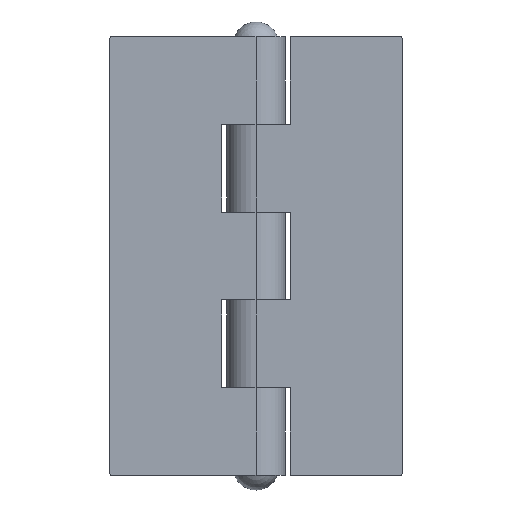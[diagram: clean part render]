
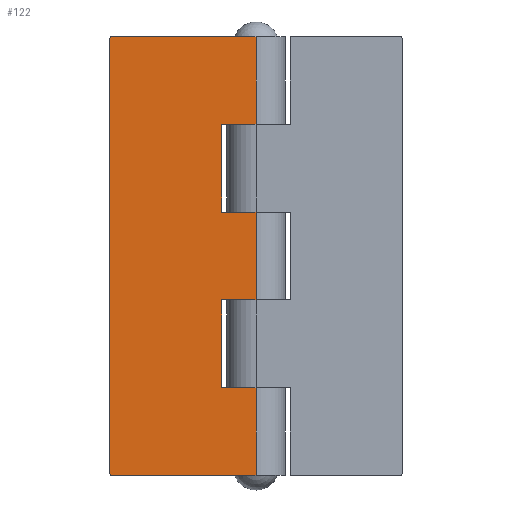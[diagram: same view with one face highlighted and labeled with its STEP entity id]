
A CAD part, front view. The second image highlights one B-rep face of the part: STEP entity #122.
In plain terms, the highlighted planar face has unit normal (0, -1, 0).
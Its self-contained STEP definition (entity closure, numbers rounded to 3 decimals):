
#13 = VERTEX_POINT ( 'NONE', #172 ) ;
#15 = EDGE_CURVE ( 'NONE', #13, #20, #171, .T. ) ;
#18 = EDGE_CURVE ( 'NONE', #19, #20, #229, .T. ) ;
#19 = VERTEX_POINT ( 'NONE', #225 ) ;
#20 = VERTEX_POINT ( 'NONE', #224 ) ;
#33 = VERTEX_POINT ( 'NONE', #205 ) ;
#35 = EDGE_CURVE ( 'NONE', #33, #2211, #204, .T. ) ;
#44 = ORIENTED_EDGE ( 'NONE', *, *, #45, .T. ) ;
#45 = EDGE_CURVE ( 'NONE', #56, #19, #256, .T. ) ;
#46 = ORIENTED_EDGE ( 'NONE', *, *, #18, .T. ) ;
#47 = ORIENTED_EDGE ( 'NONE', *, *, #15, .F. ) ;
#54 = EDGE_CURVE ( 'NONE', #55, #56, #240, .T. ) ;
#55 = VERTEX_POINT ( 'NONE', #236 ) ;
#56 = VERTEX_POINT ( 'NONE', #235 ) ;
#94 = VERTEX_POINT ( 'NONE', #311 ) ;
#95 = ORIENTED_EDGE ( 'NONE', *, *, #96, .T. ) ;
#96 = EDGE_CURVE ( 'NONE', #94, #2219, #310, .T. ) ;
#97 = ORIENTED_EDGE ( 'NONE', *, *, #2221, .F. ) ;
#107 = ORIENTED_EDGE ( 'NONE', *, *, #108, .T. ) ;
#108 = EDGE_CURVE ( 'NONE', #13, #109, #354, .T. ) ;
#109 = VERTEX_POINT ( 'NONE', #350 ) ;
#110 = ORIENTED_EDGE ( 'NONE', *, *, #111, .T. ) ;
#111 = EDGE_CURVE ( 'NONE', #109, #112, #349, .T. ) ;
#112 = VERTEX_POINT ( 'NONE', #345 ) ;
#113 = ORIENTED_EDGE ( 'NONE', *, *, #114, .T. ) ;
#114 = EDGE_CURVE ( 'NONE', #112, #2226, #344, .T. ) ;
#115 = ORIENTED_EDGE ( 'NONE', *, *, #2234, .F. ) ;
#116 = ORIENTED_EDGE ( 'NONE', *, *, #117, .T. ) ;
#117 = EDGE_CURVE ( 'NONE', #2236, #118, #340, .T. ) ;
#118 = VERTEX_POINT ( 'NONE', #336 ) ;
#119 = ORIENTED_EDGE ( 'NONE', *, *, #120, .T. ) ;
#120 = EDGE_CURVE ( 'NONE', #118, #94, #335, .T. ) ;
#122 = ADVANCED_FACE ( 'NONE', ( #327 ), #326, .F. ) ;
#123 = EDGE_LOOP ( 'NONE', ( #124, #125, #127, #44, #46, #47, #107, #110, #113, #115, #116, #119, #95, #97 ) ) ;
#124 = ORIENTED_EDGE ( 'NONE', *, *, #35, .F. ) ;
#125 = ORIENTED_EDGE ( 'NONE', *, *, #126, .T. ) ;
#126 = EDGE_CURVE ( 'NONE', #33, #55, #385, .T. ) ;
#127 = ORIENTED_EDGE ( 'NONE', *, *, #54, .T. ) ;
#168 = DIRECTION ( 'NONE',  ( 0., 0., -1. ) ) ;
#169 = VECTOR ( 'NONE', #168, 1000. ) ;
#170 = CARTESIAN_POINT ( 'NONE',  ( 0., -6., 45. ) ) ;
#171 = LINE ( 'NONE', #170, #169 ) ;
#172 = CARTESIAN_POINT ( 'NONE',  ( 0., -6., -27. ) ) ;
#201 = DIRECTION ( 'NONE',  ( 1., 0., 0. ) ) ;
#202 = VECTOR ( 'NONE', #201, 1000. ) ;
#203 = CARTESIAN_POINT ( 'NONE',  ( 0., -6., 45. ) ) ;
#204 = LINE ( 'NONE', #203, #202 ) ;
#205 = CARTESIAN_POINT ( 'NONE',  ( -29.5, -6., 45. ) ) ;
#224 = CARTESIAN_POINT ( 'NONE',  ( 0., -6., -45. ) ) ;
#225 = CARTESIAN_POINT ( 'NONE',  ( -29.5, -6., -45. ) ) ;
#226 = DIRECTION ( 'NONE',  ( 1., 0., 0. ) ) ;
#227 = VECTOR ( 'NONE', #226, 1000. ) ;
#228 = CARTESIAN_POINT ( 'NONE',  ( 0., -6., -45. ) ) ;
#229 = LINE ( 'NONE', #228, #227 ) ;
#235 = CARTESIAN_POINT ( 'NONE',  ( -30., -6., -44.5 ) ) ;
#236 = CARTESIAN_POINT ( 'NONE',  ( -30., -6., 44.5 ) ) ;
#237 = DIRECTION ( 'NONE',  ( 0., 0., -1. ) ) ;
#238 = VECTOR ( 'NONE', #237, 1000. ) ;
#239 = CARTESIAN_POINT ( 'NONE',  ( -30., -6., 45. ) ) ;
#240 = LINE ( 'NONE', #239, #238 ) ;
#252 = DIRECTION ( 'NONE',  ( -1., 0., 0. ) ) ;
#253 = DIRECTION ( 'NONE',  ( 0., -1., 0. ) ) ;
#254 = CARTESIAN_POINT ( 'NONE',  ( -29.5, -6., -44.5 ) ) ;
#255 = AXIS2_PLACEMENT_3D ( 'NONE', #254, #253, #252 ) ;
#256 = CIRCLE ( 'NONE', #255, 0.5 ) ;
#307 = DIRECTION ( 'NONE',  ( 1., 0., 0. ) ) ;
#308 = VECTOR ( 'NONE', #307, 1000. ) ;
#309 = CARTESIAN_POINT ( 'NONE',  ( 0., -6., 27. ) ) ;
#310 = LINE ( 'NONE', #309, #308 ) ;
#311 = CARTESIAN_POINT ( 'NONE',  ( -7., -6., 27. ) ) ;
#326 = PLANE ( 'NONE',  #389 ) ;
#327 = FACE_OUTER_BOUND ( 'NONE', #123, .T. ) ;
#332 = DIRECTION ( 'NONE',  ( 0., 0., 1. ) ) ;
#333 = VECTOR ( 'NONE', #332, 1000. ) ;
#334 = CARTESIAN_POINT ( 'NONE',  ( -7., -6., 45. ) ) ;
#335 = LINE ( 'NONE', #334, #333 ) ;
#336 = CARTESIAN_POINT ( 'NONE',  ( -7., -6., 9. ) ) ;
#337 = DIRECTION ( 'NONE',  ( -1., 0., 0. ) ) ;
#338 = VECTOR ( 'NONE', #337, 1000. ) ;
#339 = CARTESIAN_POINT ( 'NONE',  ( 0., -6., 9. ) ) ;
#340 = LINE ( 'NONE', #339, #338 ) ;
#341 = DIRECTION ( 'NONE',  ( 1., 0., 0. ) ) ;
#342 = VECTOR ( 'NONE', #341, 1000. ) ;
#343 = CARTESIAN_POINT ( 'NONE',  ( 0., -6., -9. ) ) ;
#344 = LINE ( 'NONE', #343, #342 ) ;
#345 = CARTESIAN_POINT ( 'NONE',  ( -7., -6., -9. ) ) ;
#346 = DIRECTION ( 'NONE',  ( 0., 0., 1. ) ) ;
#347 = VECTOR ( 'NONE', #346, 1000. ) ;
#348 = CARTESIAN_POINT ( 'NONE',  ( -7., -6., 45. ) ) ;
#349 = LINE ( 'NONE', #348, #347 ) ;
#350 = CARTESIAN_POINT ( 'NONE',  ( -7., -6., -27. ) ) ;
#351 = DIRECTION ( 'NONE',  ( -1., 0., 0. ) ) ;
#352 = VECTOR ( 'NONE', #351, 1000. ) ;
#353 = CARTESIAN_POINT ( 'NONE',  ( 0., -6., -27. ) ) ;
#354 = LINE ( 'NONE', #353, #352 ) ;
#382 = DIRECTION ( 'NONE',  ( -1., 0., 0. ) ) ;
#383 = DIRECTION ( 'NONE',  ( 0., -1., 0. ) ) ;
#384 = AXIS2_PLACEMENT_3D ( 'NONE', #390, #383, #382 ) ;
#385 = CIRCLE ( 'NONE', #384, 0.5 ) ;
#386 = DIRECTION ( 'NONE',  ( -1., 0., 0. ) ) ;
#387 = DIRECTION ( 'NONE',  ( 0., 1., 0. ) ) ;
#388 = CARTESIAN_POINT ( 'NONE',  ( 0., -6., 45. ) ) ;
#389 = AXIS2_PLACEMENT_3D ( 'NONE', #388, #387, #386 ) ;
#390 = CARTESIAN_POINT ( 'NONE',  ( -29.5, -6., 44.5 ) ) ;
#1068 = CARTESIAN_POINT ( 'NONE',  ( 0., -6., 45. ) ) ;
#1097 = CARTESIAN_POINT ( 'NONE',  ( 0., -6., -9. ) ) ;
#1104 = DIRECTION ( 'NONE',  ( 0., 0., -1. ) ) ;
#1105 = VECTOR ( 'NONE', #1104, 1000. ) ;
#1106 = CARTESIAN_POINT ( 'NONE',  ( 0., -6., 45. ) ) ;
#1107 = LINE ( 'NONE', #1106, #1105 ) ;
#1108 = CARTESIAN_POINT ( 'NONE',  ( 0., -6., 27. ) ) ;
#1145 = CARTESIAN_POINT ( 'NONE',  ( 0., -6., 9. ) ) ;
#1146 = DIRECTION ( 'NONE',  ( 0., 0., -1. ) ) ;
#1147 = VECTOR ( 'NONE', #1146, 1000. ) ;
#1148 = CARTESIAN_POINT ( 'NONE',  ( 0., -6., 45. ) ) ;
#1149 = LINE ( 'NONE', #1148, #1147 ) ;
#2211 = VERTEX_POINT ( 'NONE', #1068 ) ;
#2219 = VERTEX_POINT ( 'NONE', #1108 ) ;
#2221 = EDGE_CURVE ( 'NONE', #2211, #2219, #1107, .T. ) ;
#2226 = VERTEX_POINT ( 'NONE', #1097 ) ;
#2234 = EDGE_CURVE ( 'NONE', #2236, #2226, #1149, .T. ) ;
#2236 = VERTEX_POINT ( 'NONE', #1145 ) ;
